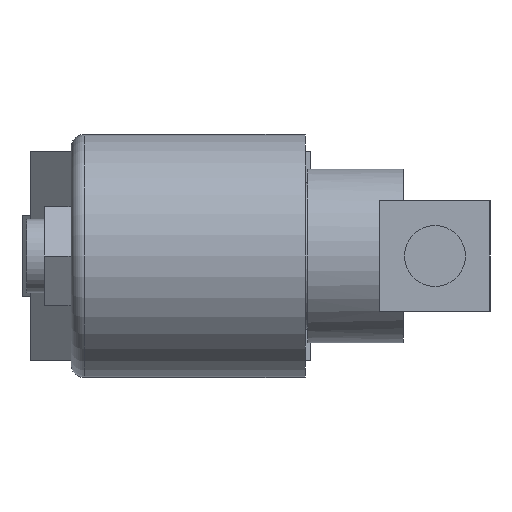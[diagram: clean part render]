
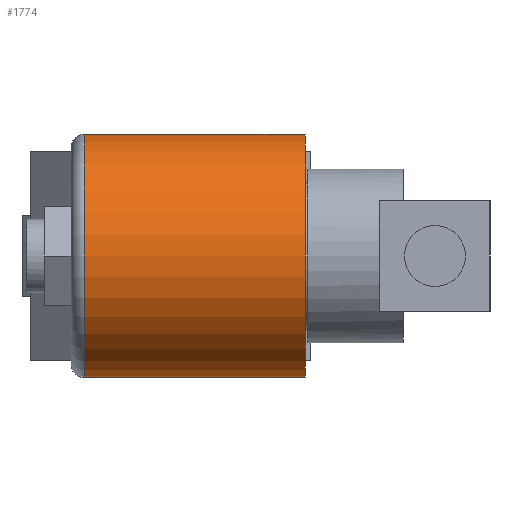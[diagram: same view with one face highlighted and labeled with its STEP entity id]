
A CAD part, left-side view. The second image highlights one B-rep face of the part: STEP entity #1774.
In plain terms, the highlighted cylindrical face has radius 21 mm (diameter 42 mm), a partial arc.
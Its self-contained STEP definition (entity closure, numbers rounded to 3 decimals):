
#34 = CARTESIAN_POINT ( 'NONE',  ( 0., 7.56, 0. ) ) ;
#62 = CARTESIAN_POINT ( 'NONE',  ( 0., 7.56, 21. ) ) ;
#183 = CARTESIAN_POINT ( 'NONE',  ( 0., 47.96, 0. ) ) ;
#227 = VERTEX_POINT ( 'NONE', #1736 ) ;
#250 = ORIENTED_EDGE ( 'NONE', *, *, #458, .F. ) ;
#271 = VECTOR ( 'NONE', #2000, 1000. ) ;
#309 = CARTESIAN_POINT ( 'NONE',  ( 0., 47.96, -21. ) ) ;
#383 = VERTEX_POINT ( 'NONE', #1372 ) ;
#425 = VERTEX_POINT ( 'NONE', #1989 ) ;
#458 = EDGE_CURVE ( 'NONE', #227, #1947, #879, .T. ) ;
#646 = ORIENTED_EDGE ( 'NONE', *, *, #1017, .T. ) ;
#674 = AXIS2_PLACEMENT_3D ( 'NONE', #183, #913, #1293 ) ;
#741 = DIRECTION ( 'NONE',  ( 0., 0., 1. ) ) ;
#823 = AXIS2_PLACEMENT_3D ( 'NONE', #34, #1331, #741 ) ;
#879 = LINE ( 'NONE', #1465, #271 ) ;
#913 = DIRECTION ( 'NONE',  ( 0., -1., 0. ) ) ;
#950 = DIRECTION ( 'NONE',  ( 0., -1., 0. ) ) ;
#982 = AXIS2_PLACEMENT_3D ( 'NONE', #2247, #950, #2407 ) ;
#1017 = EDGE_CURVE ( 'NONE', #383, #1947, #1877, .T. ) ;
#1079 = CYLINDRICAL_SURFACE ( 'NONE', #674, 21. ) ;
#1173 = DIRECTION ( 'NONE',  ( 0., -1., 0. ) ) ;
#1212 = LINE ( 'NONE', #309, #1221 ) ;
#1221 = VECTOR ( 'NONE', #1173, 1000. ) ;
#1293 = DIRECTION ( 'NONE',  ( 0., 0., -1. ) ) ;
#1331 = DIRECTION ( 'NONE',  ( 0., 1., 0. ) ) ;
#1372 = CARTESIAN_POINT ( 'NONE',  ( 0., 7.56, -21. ) ) ;
#1465 = CARTESIAN_POINT ( 'NONE',  ( 0., 47.96, 21. ) ) ;
#1488 = FACE_OUTER_BOUND ( 'NONE', #1943, .T. ) ;
#1664 = EDGE_CURVE ( 'NONE', #425, #383, #1212, .T. ) ;
#1736 = CARTESIAN_POINT ( 'NONE',  ( 0., 45.66, 21. ) ) ;
#1774 = ADVANCED_FACE ( 'NONE', ( #1488 ), #1079, .T. ) ;
#1798 = EDGE_CURVE ( 'NONE', #227, #425, #2231, .T. ) ;
#1877 = CIRCLE ( 'NONE', #823, 21. ) ;
#1943 = EDGE_LOOP ( 'NONE', ( #250, #2256, #2243, #646 ) ) ;
#1947 = VERTEX_POINT ( 'NONE', #62 ) ;
#1989 = CARTESIAN_POINT ( 'NONE',  ( 0., 45.66, -21. ) ) ;
#2000 = DIRECTION ( 'NONE',  ( 0., -1., 0. ) ) ;
#2231 = CIRCLE ( 'NONE', #982, 21. ) ;
#2243 = ORIENTED_EDGE ( 'NONE', *, *, #1664, .T. ) ;
#2247 = CARTESIAN_POINT ( 'NONE',  ( 0., 45.66, 0. ) ) ;
#2256 = ORIENTED_EDGE ( 'NONE', *, *, #1798, .T. ) ;
#2407 = DIRECTION ( 'NONE',  ( 0., 0., 1. ) ) ;
